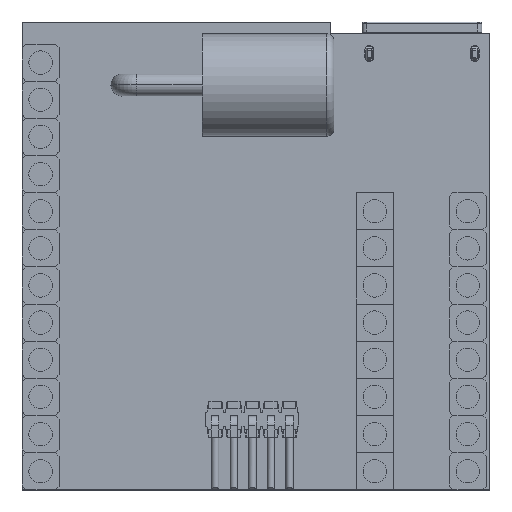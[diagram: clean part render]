
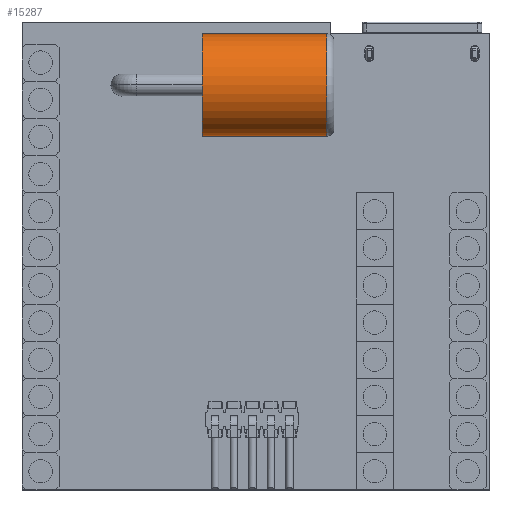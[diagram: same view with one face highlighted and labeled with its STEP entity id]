
A CAD part, top view. The second image highlights one B-rep face of the part: STEP entity #15287.
In plain terms, the highlighted cylindrical face has radius 3.5 mm (diameter 7 mm), a partial arc.
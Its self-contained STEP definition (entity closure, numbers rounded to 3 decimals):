
#15247 = EDGE_CURVE('',#15248,#15250,#15252,.T.);
#15248 = VERTEX_POINT('',#15249);
#15249 = CARTESIAN_POINT('',(-14.,3.5,-3.5));
#15250 = VERTEX_POINT('',#15251);
#15251 = CARTESIAN_POINT('',(-14.,3.5,3.5));
#15252 = CIRCLE('',#15253,3.5);
#15253 = AXIS2_PLACEMENT_3D('',#15254,#15255,#15256);
#15254 = CARTESIAN_POINT('',(-14.,3.5,0.));
#15255 = DIRECTION('',(1.,0.,0.));
#15256 = DIRECTION('',(0.,0.,1.));
#15287 = ADVANCED_FACE('',(#15288),#15314,.T.);
#15288 = FACE_BOUND('',#15289,.T.);
#15289 = EDGE_LOOP('',(#15290,#15301,#15307,#15308));
#15290 = ORIENTED_EDGE('',*,*,#15291,.T.);
#15291 = EDGE_CURVE('',#15292,#15294,#15296,.T.);
#15292 = VERTEX_POINT('',#15293);
#15293 = CARTESIAN_POINT('',(-5.5,3.5,3.5));
#15294 = VERTEX_POINT('',#15295);
#15295 = CARTESIAN_POINT('',(-5.5,3.5,-3.5));
#15296 = CIRCLE('',#15297,3.5);
#15297 = AXIS2_PLACEMENT_3D('',#15298,#15299,#15300);
#15298 = CARTESIAN_POINT('',(-5.5,3.5,0.));
#15299 = DIRECTION('',(-1.,0.,0.));
#15300 = DIRECTION('',(0.,0.,1.));
#15301 = ORIENTED_EDGE('',*,*,#15302,.T.);
#15302 = EDGE_CURVE('',#15294,#15248,#15303,.T.);
#15303 = LINE('',#15304,#15305);
#15304 = CARTESIAN_POINT('',(-14.5,3.5,-3.5));
#15305 = VECTOR('',#15306,1.);
#15306 = DIRECTION('',(-1.,0.,0.));
#15307 = ORIENTED_EDGE('',*,*,#15247,.T.);
#15308 = ORIENTED_EDGE('',*,*,#15309,.F.);
#15309 = EDGE_CURVE('',#15292,#15250,#15310,.T.);
#15310 = LINE('',#15311,#15312);
#15311 = CARTESIAN_POINT('',(-14.5,3.5,3.5));
#15312 = VECTOR('',#15313,1.);
#15313 = DIRECTION('',(-1.,0.,0.));
#15314 = CYLINDRICAL_SURFACE('',#15315,3.5);
#15315 = AXIS2_PLACEMENT_3D('',#15316,#15317,#15318);
#15316 = CARTESIAN_POINT('',(-14.5,3.5,0.));
#15317 = DIRECTION('',(-1.,0.,0.));
#15318 = DIRECTION('',(0.,0.,1.));
